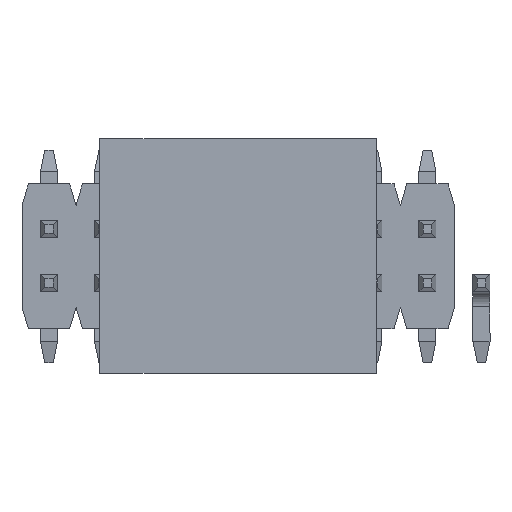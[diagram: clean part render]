
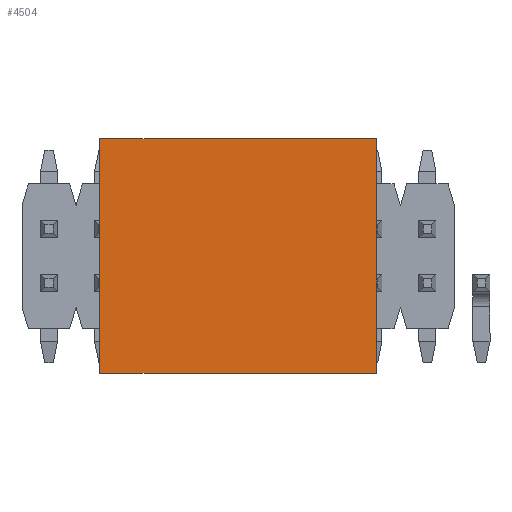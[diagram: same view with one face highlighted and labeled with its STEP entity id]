
A CAD part, top view. The second image highlights one B-rep face of the part: STEP entity #4504.
In plain terms, the highlighted planar face has unit normal (0, 0, 1).
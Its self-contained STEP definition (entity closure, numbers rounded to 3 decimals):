
#1280=ORIENTED_EDGE('',*,*,#1991,.T.);
#1281=ORIENTED_EDGE('',*,*,#1992,.F.);
#1282=ORIENTED_EDGE('',*,*,#1993,.F.);
#1283=ORIENTED_EDGE('',*,*,#1994,.T.);
#1991=EDGE_CURVE('',#2418,#2419,#3015,.T.);
#1992=EDGE_CURVE('',#2420,#2419,#3016,.T.);
#1993=EDGE_CURVE('',#2421,#2420,#3017,.T.);
#1994=EDGE_CURVE('',#2421,#2418,#3018,.T.);
#2418=VERTEX_POINT('',#7115);
#2419=VERTEX_POINT('',#7116);
#2420=VERTEX_POINT('',#7118);
#2421=VERTEX_POINT('',#7120);
#3015=LINE('',#7114,#3615);
#3016=LINE('',#7117,#3616);
#3017=LINE('',#7119,#3617);
#3018=LINE('',#7121,#3618);
#3615=VECTOR('',#5825,1000.);
#3616=VECTOR('',#5826,1000.);
#3617=VECTOR('',#5827,1000.);
#3618=VECTOR('',#5828,1000.);
#3862=EDGE_LOOP('',(#1280,#1281,#1282,#1283));
#4092=FACE_BOUND('',#3862,.T.);
#4298=PLANE('',#4778);
#4504=ADVANCED_FACE('',(#4092),#4298,.F.);
#4778=AXIS2_PLACEMENT_3D('',#7113,#5823,#5824);
#5823=DIRECTION('',(0.,0.,-1.));
#5824=DIRECTION('',(-1.,0.,0.));
#5825=DIRECTION('',(-1.,0.,0.));
#5826=DIRECTION('',(0.,1.,0.));
#5827=DIRECTION('',(-1.,0.,0.));
#5828=DIRECTION('',(0.,1.,0.));
#7113=CARTESIAN_POINT('',(2.75,-3.25,1.4));
#7114=CARTESIAN_POINT('',(2.75,3.25,1.4));
#7115=CARTESIAN_POINT('',(2.75,3.25,1.4));
#7116=CARTESIAN_POINT('',(-2.75,3.25,1.4));
#7117=CARTESIAN_POINT('',(-2.75,-3.25,1.4));
#7118=CARTESIAN_POINT('',(-2.75,-3.25,1.4));
#7119=CARTESIAN_POINT('',(2.75,-3.25,1.4));
#7120=CARTESIAN_POINT('',(2.75,-3.25,1.4));
#7121=CARTESIAN_POINT('',(2.75,-3.25,1.4));
